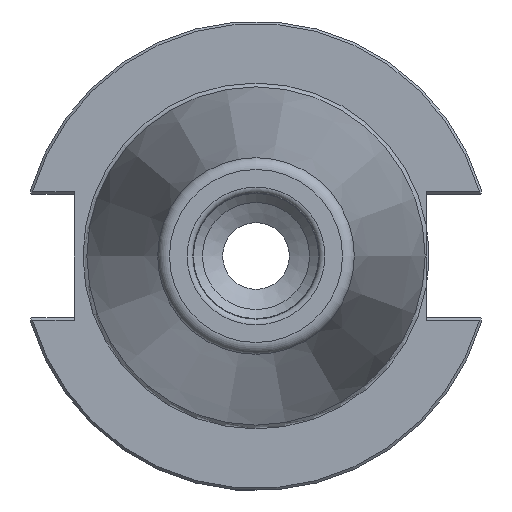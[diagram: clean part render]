
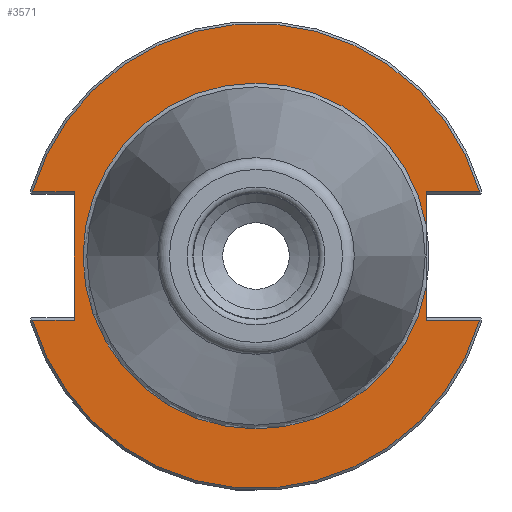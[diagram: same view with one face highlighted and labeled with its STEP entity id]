
A CAD part, left-side view. The second image highlights one B-rep face of the part: STEP entity #3571.
In plain terms, the highlighted planar face has unit normal (-1, 0, 0).
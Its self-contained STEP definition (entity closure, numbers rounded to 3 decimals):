
#201=PLANE('',#3913);
#355=FACE_OUTER_BOUND('',#556,.T.);
#556=EDGE_LOOP('',(#3027,#3028,#3029,#3030,#3031,#3032,#3033,#3034,#3035,
#3036,#3037));
#748=CIRCLE('',#3911,48.25);
#750=CIRCLE('',#3914,35.9);
#751=CIRCLE('',#3915,35.9);
#752=CIRCLE('',#3916,48.25);
#990=LINE('',#7012,#1203);
#993=LINE('',#7071,#1206);
#994=LINE('',#7077,#1207);
#995=LINE('',#7079,#1208);
#996=LINE('',#7083,#1209);
#997=LINE('',#7085,#1210);
#998=LINE('',#7086,#1211);
#1203=VECTOR('',#4724,10.);
#1206=VECTOR('',#4743,10.);
#1207=VECTOR('',#4748,10.);
#1208=VECTOR('',#4749,10.);
#1209=VECTOR('',#4752,10.);
#1210=VECTOR('',#4753,10.);
#1211=VECTOR('',#4754,10.);
#1615=VERTEX_POINT('',#7009);
#1616=VERTEX_POINT('',#7011);
#1624=VERTEX_POINT('',#7058);
#1627=VERTEX_POINT('',#7070);
#1628=VERTEX_POINT('',#7072);
#1629=VERTEX_POINT('',#7074);
#1630=VERTEX_POINT('',#7076);
#1631=VERTEX_POINT('',#7078);
#1632=VERTEX_POINT('',#7080);
#1633=VERTEX_POINT('',#7082);
#1634=VERTEX_POINT('',#7084);
#2115=EDGE_CURVE('',#1615,#1616,#990,.T.);
#2127=EDGE_CURVE('',#1616,#1624,#748,.T.);
#2131=EDGE_CURVE('',#1615,#1627,#993,.T.);
#2132=EDGE_CURVE('',#1627,#1628,#750,.T.);
#2133=EDGE_CURVE('',#1628,#1629,#751,.T.);
#2134=EDGE_CURVE('',#1629,#1630,#994,.T.);
#2135=EDGE_CURVE('',#1631,#1630,#995,.T.);
#2136=EDGE_CURVE('',#1632,#1631,#752,.T.);
#2137=EDGE_CURVE('',#1633,#1632,#996,.T.);
#2138=EDGE_CURVE('',#1633,#1634,#997,.T.);
#2139=EDGE_CURVE('',#1624,#1634,#998,.T.);
#3027=ORIENTED_EDGE('',*,*,#2115,.F.);
#3028=ORIENTED_EDGE('',*,*,#2131,.T.);
#3029=ORIENTED_EDGE('',*,*,#2132,.T.);
#3030=ORIENTED_EDGE('',*,*,#2133,.T.);
#3031=ORIENTED_EDGE('',*,*,#2134,.T.);
#3032=ORIENTED_EDGE('',*,*,#2135,.F.);
#3033=ORIENTED_EDGE('',*,*,#2136,.F.);
#3034=ORIENTED_EDGE('',*,*,#2137,.F.);
#3035=ORIENTED_EDGE('',*,*,#2138,.T.);
#3036=ORIENTED_EDGE('',*,*,#2139,.F.);
#3037=ORIENTED_EDGE('',*,*,#2127,.F.);
#3571=ADVANCED_FACE('',(#355),#201,.T.);
#3911=AXIS2_PLACEMENT_3D('',#7059,#4737,#4738);
#3913=AXIS2_PLACEMENT_3D('',#7069,#4741,#4742);
#3914=AXIS2_PLACEMENT_3D('',#7073,#4744,#4745);
#3915=AXIS2_PLACEMENT_3D('',#7075,#4746,#4747);
#3916=AXIS2_PLACEMENT_3D('',#7081,#4750,#4751);
#4724=DIRECTION('',(0.,-1.,0.));
#4737=DIRECTION('center_axis',(1.,0.,0.));
#4738=DIRECTION('ref_axis',(0.,0.,-1.));
#4741=DIRECTION('center_axis',(-1.,0.,0.));
#4742=DIRECTION('ref_axis',(0.,0.,1.));
#4743=DIRECTION('',(0.,0.,1.));
#4744=DIRECTION('center_axis',(1.,0.,0.));
#4745=DIRECTION('ref_axis',(0.,0.,-1.));
#4746=DIRECTION('center_axis',(1.,0.,0.));
#4747=DIRECTION('ref_axis',(0.,0.,-1.));
#4748=DIRECTION('',(0.,0.,1.));
#4749=DIRECTION('',(0.,1.,0.));
#4750=DIRECTION('center_axis',(1.,0.,0.));
#4751=DIRECTION('ref_axis',(0.,0.,-1.));
#4752=DIRECTION('',(0.,1.,0.));
#4753=DIRECTION('',(0.,0.,-1.));
#4754=DIRECTION('',(0.,-1.,0.));
#7009=CARTESIAN_POINT('',(3.175,-35.3,-13.325));
#7011=CARTESIAN_POINT('',(3.175,-46.373,-13.325));
#7012=CARTESIAN_POINT('',(3.175,-13.707,-13.325));
#7058=CARTESIAN_POINT('',(3.175,46.373,-13.325));
#7059=CARTESIAN_POINT('Origin',(3.175,0.,
0.));
#7069=CARTESIAN_POINT('Origin',(3.175,48.25,0.));
#7070=CARTESIAN_POINT('',(3.175,-35.3,-6.536));
#7071=CARTESIAN_POINT('',(3.175,-35.3,-6.413));
#7072=CARTESIAN_POINT('',(3.175,0.,35.9));
#7073=CARTESIAN_POINT('Origin',(3.175,0.,
0.));
#7074=CARTESIAN_POINT('',(3.175,-35.3,6.536));
#7075=CARTESIAN_POINT('Origin',(3.175,0.,
0.));
#7076=CARTESIAN_POINT('',(3.175,-35.3,13.325));
#7077=CARTESIAN_POINT('',(3.175,-35.3,-6.413));
#7078=CARTESIAN_POINT('',(3.175,-46.373,13.325));
#7079=CARTESIAN_POINT('',(3.175,6.475,13.325));
#7080=CARTESIAN_POINT('',(3.175,46.373,13.325));
#7081=CARTESIAN_POINT('Origin',(3.175,0.,
0.));
#7082=CARTESIAN_POINT('',(3.175,37.7,13.325));
#7083=CARTESIAN_POINT('',(3.175,61.395,13.325));
#7084=CARTESIAN_POINT('',(3.175,37.7,-13.325));
#7085=CARTESIAN_POINT('',(3.175,37.7,6.413));
#7086=CARTESIAN_POINT('',(3.175,42.975,-13.325));
